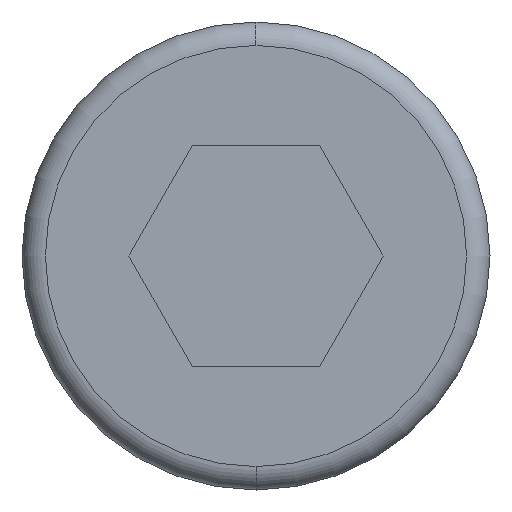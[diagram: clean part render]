
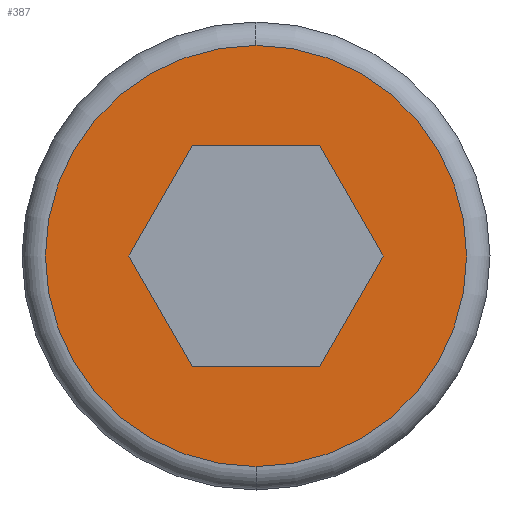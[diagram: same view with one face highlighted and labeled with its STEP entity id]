
A CAD part, left-side view. The second image highlights one B-rep face of the part: STEP entity #387.
In plain terms, the highlighted planar face has unit normal (-1, 0, 0).
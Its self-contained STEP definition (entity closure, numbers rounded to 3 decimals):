
#43=PLANE('',#430);
#55=CIRCLE('',#397,3.825);
#56=CIRCLE('',#398,3.825);
#71=CIRCLE('',#431,3.825);
#79=VERTEX_POINT('',#557);
#81=VERTEX_POINT('',#560);
#82=VERTEX_POINT('',#562);
#95=VERTEX_POINT('',#609);
#96=VERTEX_POINT('',#610);
#99=VERTEX_POINT('',#618);
#101=VERTEX_POINT('',#624);
#103=VERTEX_POINT('',#630);
#105=VERTEX_POINT('',#636);
#117=VECTOR('',#509,1.);
#121=VECTOR('',#514,1.);
#124=VECTOR('',#518,1.);
#127=VECTOR('',#522,1.);
#130=VECTOR('',#526,1.);
#133=VECTOR('',#530,1.);
#145=LINE('',#608,#117);
#149=LINE('',#617,#121);
#152=LINE('',#623,#124);
#155=LINE('',#629,#127);
#158=LINE('',#635,#130);
#161=LINE('',#641,#133);
#169=EDGE_CURVE('',#79,#81,#55,.T.);
#170=EDGE_CURVE('',#81,#82,#56,.T.);
#193=EDGE_CURVE('',#95,#96,#145,.T.);
#197=EDGE_CURVE('',#96,#99,#149,.T.);
#200=EDGE_CURVE('',#99,#101,#152,.T.);
#203=EDGE_CURVE('',#101,#103,#155,.T.);
#206=EDGE_CURVE('',#105,#95,#158,.T.);
#209=EDGE_CURVE('',#103,#105,#161,.T.);
#211=EDGE_CURVE('',#82,#79,#71,.T.);
#293=ORIENTED_EDGE('',*,*,#203,.T.);
#294=ORIENTED_EDGE('',*,*,#209,.T.);
#295=ORIENTED_EDGE('',*,*,#206,.T.);
#296=ORIENTED_EDGE('',*,*,#193,.T.);
#297=ORIENTED_EDGE('',*,*,#197,.T.);
#298=ORIENTED_EDGE('',*,*,#200,.T.);
#299=ORIENTED_EDGE('',*,*,#170,.F.);
#300=ORIENTED_EDGE('',*,*,#169,.F.);
#301=ORIENTED_EDGE('',*,*,#211,.F.);
#336=EDGE_LOOP('',(#293,#294,#295,#296,#297,#298));
#337=EDGE_LOOP('',(#299,#300,#301));
#362=FACE_BOUND('',#336,.T.);
#363=FACE_BOUND('',#337,.T.);
#387=ADVANCED_FACE('',(#362,#363),#43,.T.);
#397=AXIS2_PLACEMENT_3D('',#559,#450,#451);
#398=AXIS2_PLACEMENT_3D('',#561,#452,#453);
#430=AXIS2_PLACEMENT_3D('',#644,#533,$);
#431=AXIS2_PLACEMENT_3D('',#645,#534,#535);
#450=DIRECTION('',(1.,0.,0.));
#451=DIRECTION('',(0.,3.825,0.));
#452=DIRECTION('',(1.,0.,0.));
#453=DIRECTION('',(0.,3.825,0.));
#509=DIRECTION('',(0.,0.5,0.866));
#514=DIRECTION('',(0.,-0.5,0.866));
#518=DIRECTION('',(0.,-1.,0.));
#522=DIRECTION('',(0.,-0.5,-0.866));
#526=DIRECTION('',(0.,1.,0.));
#530=DIRECTION('',(0.,0.5,-0.866));
#533=DIRECTION('',(-1.,0.,0.));
#534=DIRECTION('',(1.,0.,0.));
#535=DIRECTION('',(0.,3.825,0.));
#557=CARTESIAN_POINT('',(-5.,0.,-3.825));
#559=CARTESIAN_POINT('',(-5.,0.,0.));
#560=CARTESIAN_POINT('',(-5.,3.825,0.));
#561=CARTESIAN_POINT('',(-5.,0.,0.));
#562=CARTESIAN_POINT('',(-5.,0.,3.825));
#608=CARTESIAN_POINT('',(-5.,1.155,-2.));
#609=CARTESIAN_POINT('',(-5.,1.155,-2.));
#610=CARTESIAN_POINT('',(-5.,2.309,0.));
#617=CARTESIAN_POINT('',(-5.,2.309,0.));
#618=CARTESIAN_POINT('',(-5.,1.155,2.));
#623=CARTESIAN_POINT('',(-5.,1.155,2.));
#624=CARTESIAN_POINT('',(-5.,-1.155,2.));
#629=CARTESIAN_POINT('',(-5.,-1.155,2.));
#630=CARTESIAN_POINT('',(-5.,-2.309,0.));
#635=CARTESIAN_POINT('',(-5.,-1.155,-2.));
#636=CARTESIAN_POINT('',(-5.,-1.155,-2.));
#641=CARTESIAN_POINT('',(-5.,-2.309,0.));
#644=CARTESIAN_POINT('',(-5.,1.913,0.));
#645=CARTESIAN_POINT('',(-5.,0.,0.));
